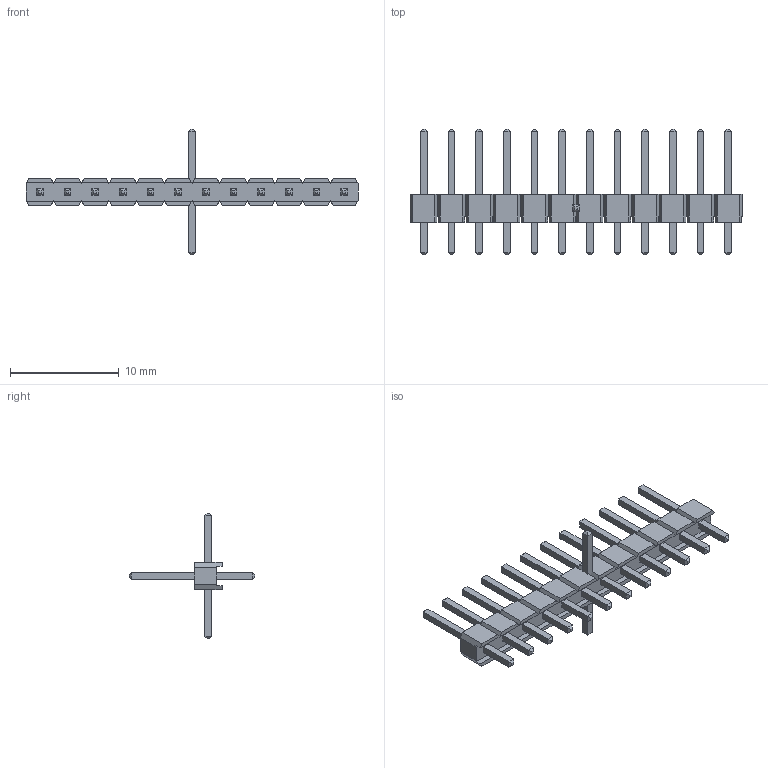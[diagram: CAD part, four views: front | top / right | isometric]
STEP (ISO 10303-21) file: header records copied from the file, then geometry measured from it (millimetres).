
FILE_DESCRIPTION( ( 'Unknown' ), '1' );
FILE_NAME( '61101211121.stp', 'Unknown', ( 'Unknown' ), ( 'Unknown' ), 'PSStep 14.0', 'Unknown', ' ' );
FILE_SCHEMA( ( 'AUTOMOTIVE_DESIGN { 1 0 10303 214 1 1 1 1 }' ) );
Length unit declared in the file: millimetre
Products named in the file (3): Assem1; 6130xx11121_PIN; 61301211121
Bounding box: 30.48 x 11.54 x 11.54 mm (x, y, z)
Volume: 363.7 mm3; surface area: 1237 mm2
Topology: 15 solids, 15 shells, 526 faces, 1384 edges, 888 vertices
Faces by surface type: plane 526
Entity records: 7622 total; most frequent: CARTESIAN_POINT 1094, ORIENTED_EDGE 1076, DIRECTION 938, EDGE_CURVE 538, LINE 538, VECTOR 538, VERTEX_POINT 356, EDGE_LOOP 210
